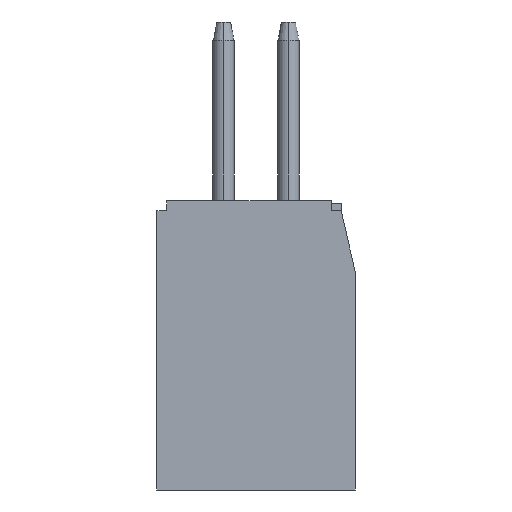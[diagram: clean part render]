
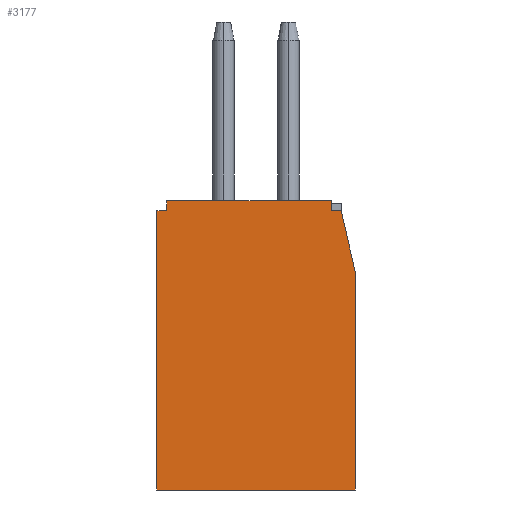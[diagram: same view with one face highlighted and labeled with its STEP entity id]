
A CAD part, left-side view. The second image highlights one B-rep face of the part: STEP entity #3177.
In plain terms, the highlighted planar face has unit normal (-1, 0, 0).
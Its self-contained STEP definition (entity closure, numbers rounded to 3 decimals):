
#872 = DIRECTION ( 'NONE',  ( 0., 1., 0. ) ) ;
#1013 = VECTOR ( 'NONE', #6721, 1000. ) ;
#1325 = ORIENTED_EDGE ( 'NONE', *, *, #5718, .T. ) ;
#1464 = VECTOR ( 'NONE', #4485, 1000. ) ;
#1701 = ORIENTED_EDGE ( 'NONE', *, *, #13059, .T. ) ;
#2068 = CARTESIAN_POINT ( 'NONE',  ( -7.3, -3.05, 8.9 ) ) ;
#2081 = CARTESIAN_POINT ( 'NONE',  ( -7.3, -2.319, 8.6 ) ) ;
#2214 = LINE ( 'NONE', #2068, #3031 ) ;
#2984 = CARTESIAN_POINT ( 'NONE',  ( -7.3, 3.05, 8.9 ) ) ;
#3031 = VECTOR ( 'NONE', #10470, 1000. ) ;
#3176 = LINE ( 'NONE', #7885, #1013 ) ;
#3177 = ADVANCED_FACE ( 'NONE', ( #10950 ), #14712, .F. ) ;
#3731 = DIRECTION ( 'NONE',  ( 0., -0.224, -0.974 ) ) ;
#3958 = ORIENTED_EDGE ( 'NONE', *, *, #7696, .T. ) ;
#4168 = DIRECTION ( 'NONE',  ( 0., 0., -1. ) ) ;
#4204 = VERTEX_POINT ( 'NONE', #13187 ) ;
#4299 = CARTESIAN_POINT ( 'NONE',  ( -7.3, 2.75, 8.9 ) ) ;
#4446 = DIRECTION ( 'NONE',  ( 0., 0., -1. ) ) ;
#4485 = DIRECTION ( 'NONE',  ( 0., -1., 0. ) ) ;
#4549 = CARTESIAN_POINT ( 'NONE',  ( -7.3, -3.05, 8.6 ) ) ;
#5032 = VECTOR ( 'NONE', #872, 1000. ) ;
#5160 = CARTESIAN_POINT ( 'NONE',  ( -7.3, -3.05, 8.9 ) ) ;
#5238 = ORIENTED_EDGE ( 'NONE', *, *, #8879, .T. ) ;
#5462 = EDGE_LOOP ( 'NONE', ( #3958, #5666, #5238, #1701, #12572, #11697, #13147, #1325, #8902 ) ) ;
#5588 = LINE ( 'NONE', #2984, #7483 ) ;
#5666 = ORIENTED_EDGE ( 'NONE', *, *, #9372, .T. ) ;
#5718 = EDGE_CURVE ( 'NONE', #14840, #14968, #3176, .T. ) ;
#5924 = AXIS2_PLACEMENT_3D ( 'NONE', #5160, #12178, #4168 ) ;
#6024 = VERTEX_POINT ( 'NONE', #7462 ) ;
#6721 = DIRECTION ( 'NONE',  ( 0., 0., 1. ) ) ;
#6735 = CARTESIAN_POINT ( 'NONE',  ( -7.3, -3.05, 8.6 ) ) ;
#6927 = DIRECTION ( 'NONE',  ( 0., 1., 0. ) ) ;
#7251 = VECTOR ( 'NONE', #3731, 1000. ) ;
#7462 = CARTESIAN_POINT ( 'NONE',  ( -7.3, 3.05, 8.6 ) ) ;
#7483 = VECTOR ( 'NONE', #4446, 1000. ) ;
#7660 = CARTESIAN_POINT ( 'NONE',  ( -7.3, -3.05, 6.729 ) ) ;
#7696 = EDGE_CURVE ( 'NONE', #4204, #12354, #14762, .T. ) ;
#7800 = CARTESIAN_POINT ( 'NONE',  ( -7.3, -3.05, 8.9 ) ) ;
#7828 = CARTESIAN_POINT ( 'NONE',  ( -7.3, 3.05, 0. ) ) ;
#7885 = CARTESIAN_POINT ( 'NONE',  ( -7.3, -2.319, 8.9 ) ) ;
#8210 = LINE ( 'NONE', #14056, #7251 ) ;
#8383 = CARTESIAN_POINT ( 'NONE',  ( -7.3, -3.05, 0. ) ) ;
#8879 = EDGE_CURVE ( 'NONE', #6024, #12109, #5588, .T. ) ;
#8902 = ORIENTED_EDGE ( 'NONE', *, *, #13971, .F. ) ;
#9066 = DIRECTION ( 'NONE',  ( 0., 0., -1. ) ) ;
#9139 = VECTOR ( 'NONE', #13380, 1000. ) ;
#9372 = EDGE_CURVE ( 'NONE', #12354, #6024, #11367, .T. ) ;
#9838 = LINE ( 'NONE', #8383, #9139 ) ;
#10014 = VERTEX_POINT ( 'NONE', #10951 ) ;
#10031 = VECTOR ( 'NONE', #9066, 1000. ) ;
#10470 = DIRECTION ( 'NONE',  ( 0., 0., -1. ) ) ;
#10549 = CARTESIAN_POINT ( 'NONE',  ( -7.3, -2.319, 8.9 ) ) ;
#10950 = FACE_OUTER_BOUND ( 'NONE', #5462, .T. ) ;
#10951 = CARTESIAN_POINT ( 'NONE',  ( -7.3, -3.05, 0. ) ) ;
#11066 = VERTEX_POINT ( 'NONE', #11339 ) ;
#11281 = CARTESIAN_POINT ( 'NONE',  ( -7.3, 2.75, 8.6 ) ) ;
#11339 = CARTESIAN_POINT ( 'NONE',  ( -7.3, -2.619, 8.6 ) ) ;
#11367 = LINE ( 'NONE', #6735, #5032 ) ;
#11656 = EDGE_CURVE ( 'NONE', #12298, #10014, #2214, .T. ) ;
#11697 = ORIENTED_EDGE ( 'NONE', *, *, #12197, .F. ) ;
#12109 = VERTEX_POINT ( 'NONE', #7828 ) ;
#12178 = DIRECTION ( 'NONE',  ( 1., 0., 0. ) ) ;
#12197 = EDGE_CURVE ( 'NONE', #11066, #12298, #8210, .T. ) ;
#12298 = VERTEX_POINT ( 'NONE', #7660 ) ;
#12354 = VERTEX_POINT ( 'NONE', #11281 ) ;
#12555 = VECTOR ( 'NONE', #6927, 1000. ) ;
#12572 = ORIENTED_EDGE ( 'NONE', *, *, #11656, .F. ) ;
#12727 = LINE ( 'NONE', #7800, #1464 ) ;
#13059 = EDGE_CURVE ( 'NONE', #12109, #10014, #9838, .T. ) ;
#13147 = ORIENTED_EDGE ( 'NONE', *, *, #14962, .T. ) ;
#13187 = CARTESIAN_POINT ( 'NONE',  ( -7.3, 2.75, 8.9 ) ) ;
#13380 = DIRECTION ( 'NONE',  ( 0., -1., 0. ) ) ;
#13971 = EDGE_CURVE ( 'NONE', #4204, #14968, #12727, .T. ) ;
#14011 = LINE ( 'NONE', #4549, #12555 ) ;
#14056 = CARTESIAN_POINT ( 'NONE',  ( -7.3, -3.05, 6.729 ) ) ;
#14712 = PLANE ( 'NONE',  #5924 ) ;
#14762 = LINE ( 'NONE', #4299, #10031 ) ;
#14840 = VERTEX_POINT ( 'NONE', #2081 ) ;
#14962 = EDGE_CURVE ( 'NONE', #11066, #14840, #14011, .T. ) ;
#14968 = VERTEX_POINT ( 'NONE', #10549 ) ;
